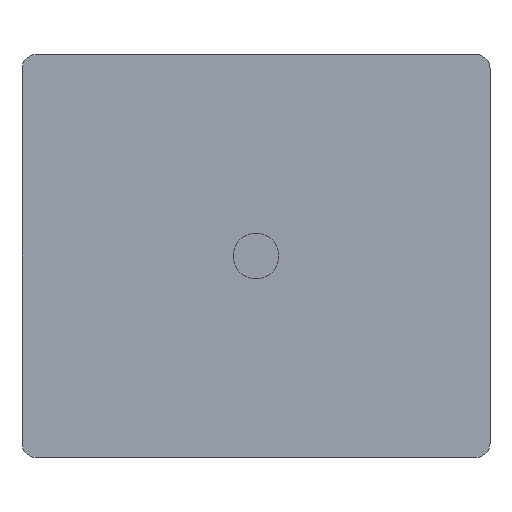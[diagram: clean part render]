
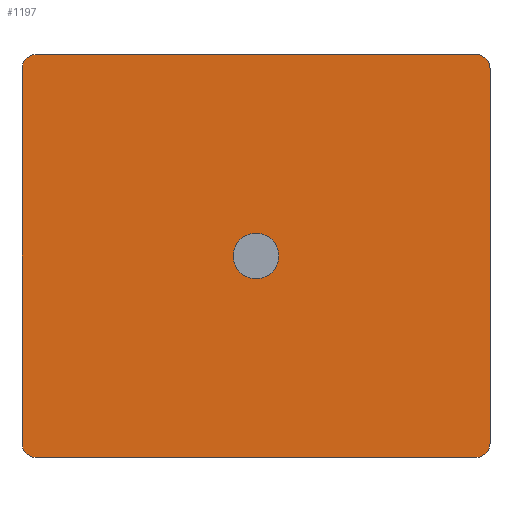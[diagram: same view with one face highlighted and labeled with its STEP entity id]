
A CAD part, front view. The second image highlights one B-rep face of the part: STEP entity #1197.
In plain terms, the highlighted planar face has unit normal (0, -1, 0).
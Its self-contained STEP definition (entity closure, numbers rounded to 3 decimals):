
#15=FACE_BOUND('',#182,.T.);
#43=CIRCLE('',#1303,3.175);
#45=CIRCLE('',#1306,2.);
#46=CIRCLE('',#1307,2.);
#47=CIRCLE('',#1308,2.);
#48=CIRCLE('',#1309,2.);
#110=FACE_OUTER_BOUND('',#181,.T.);
#181=EDGE_LOOP('',(#892,#893,#894,#895,#896,#897,#898,#899));
#182=EDGE_LOOP('',(#900));
#290=LINE('',#1852,#424);
#291=LINE('',#1856,#425);
#292=LINE('',#1860,#426);
#293=LINE('',#1864,#427);
#424=VECTOR('',#1513,10.);
#425=VECTOR('',#1516,10.);
#426=VECTOR('',#1519,10.);
#427=VECTOR('',#1522,10.);
#547=VERTEX_POINT('',#1844);
#549=VERTEX_POINT('',#1850);
#550=VERTEX_POINT('',#1851);
#551=VERTEX_POINT('',#1853);
#552=VERTEX_POINT('',#1855);
#553=VERTEX_POINT('',#1857);
#554=VERTEX_POINT('',#1859);
#555=VERTEX_POINT('',#1861);
#556=VERTEX_POINT('',#1863);
#679=EDGE_CURVE('',#547,#547,#43,.T.);
#682=EDGE_CURVE('',#549,#550,#290,.T.);
#683=EDGE_CURVE('',#550,#551,#45,.T.);
#684=EDGE_CURVE('',#551,#552,#291,.T.);
#685=EDGE_CURVE('',#552,#553,#46,.T.);
#686=EDGE_CURVE('',#553,#554,#292,.T.);
#687=EDGE_CURVE('',#554,#555,#47,.T.);
#688=EDGE_CURVE('',#555,#556,#293,.T.);
#689=EDGE_CURVE('',#556,#549,#48,.T.);
#892=ORIENTED_EDGE('',*,*,#682,.T.);
#893=ORIENTED_EDGE('',*,*,#683,.T.);
#894=ORIENTED_EDGE('',*,*,#684,.T.);
#895=ORIENTED_EDGE('',*,*,#685,.T.);
#896=ORIENTED_EDGE('',*,*,#686,.T.);
#897=ORIENTED_EDGE('',*,*,#687,.T.);
#898=ORIENTED_EDGE('',*,*,#688,.T.);
#899=ORIENTED_EDGE('',*,*,#689,.T.);
#900=ORIENTED_EDGE('',*,*,#679,.T.);
#1134=PLANE('',#1305);
#1197=ADVANCED_FACE('',(#110,#15),#1134,.T.);
#1303=AXIS2_PLACEMENT_3D('',#1845,#1506,#1507);
#1305=AXIS2_PLACEMENT_3D('',#1849,#1511,#1512);
#1306=AXIS2_PLACEMENT_3D('',#1854,#1514,#1515);
#1307=AXIS2_PLACEMENT_3D('',#1858,#1517,#1518);
#1308=AXIS2_PLACEMENT_3D('',#1862,#1520,#1521);
#1309=AXIS2_PLACEMENT_3D('',#1865,#1523,#1524);
#1506=DIRECTION('center_axis',(0.,1.,0.));
#1507=DIRECTION('ref_axis',(-1.,0.,0.));
#1511=DIRECTION('center_axis',(0.,-1.,0.));
#1512=DIRECTION('ref_axis',(0.,0.,-1.));
#1513=DIRECTION('',(0.,0.,-1.));
#1514=DIRECTION('center_axis',(0.,-1.,0.));
#1515=DIRECTION('ref_axis',(-1.,0.,0.));
#1516=DIRECTION('',(1.,0.,0.));
#1517=DIRECTION('center_axis',(0.,-1.,0.));
#1518=DIRECTION('ref_axis',(0.,0.,-1.));
#1519=DIRECTION('',(0.,0.,1.));
#1520=DIRECTION('center_axis',(0.,-1.,0.));
#1521=DIRECTION('ref_axis',(1.,0.,0.));
#1522=DIRECTION('',(-1.,0.,0.));
#1523=DIRECTION('center_axis',(0.,-1.,0.));
#1524=DIRECTION('ref_axis',(0.,0.,1.));
#1844=CARTESIAN_POINT('',(3.175,-5.,0.));
#1845=CARTESIAN_POINT('Origin',(0.,-5.,0.));
#1849=CARTESIAN_POINT('Origin',(0.,-5.,0.));
#1850=CARTESIAN_POINT('',(-32.5,-5.,26.));
#1851=CARTESIAN_POINT('',(-32.5,-5.,-26.));
#1852=CARTESIAN_POINT('',(-32.5,-5.,26.));
#1853=CARTESIAN_POINT('',(-30.5,-5.,-28.));
#1854=CARTESIAN_POINT('Origin',(-30.5,-5.,-26.));
#1855=CARTESIAN_POINT('',(30.5,-5.,-28.));
#1856=CARTESIAN_POINT('',(-30.5,-5.,-28.));
#1857=CARTESIAN_POINT('',(32.5,-5.,-26.));
#1858=CARTESIAN_POINT('Origin',(30.5,-5.,-26.));
#1859=CARTESIAN_POINT('',(32.5,-5.,26.));
#1860=CARTESIAN_POINT('',(32.5,-5.,-26.));
#1861=CARTESIAN_POINT('',(30.5,-5.,28.));
#1862=CARTESIAN_POINT('Origin',(30.5,-5.,26.));
#1863=CARTESIAN_POINT('',(-30.5,-5.,28.));
#1864=CARTESIAN_POINT('',(30.5,-5.,28.));
#1865=CARTESIAN_POINT('Origin',(-30.5,-5.,26.));
